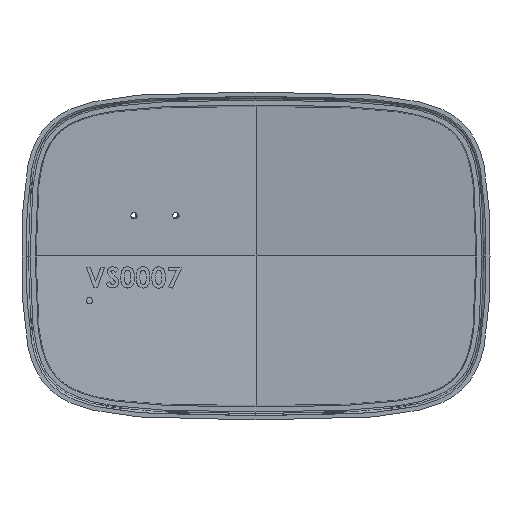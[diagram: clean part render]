
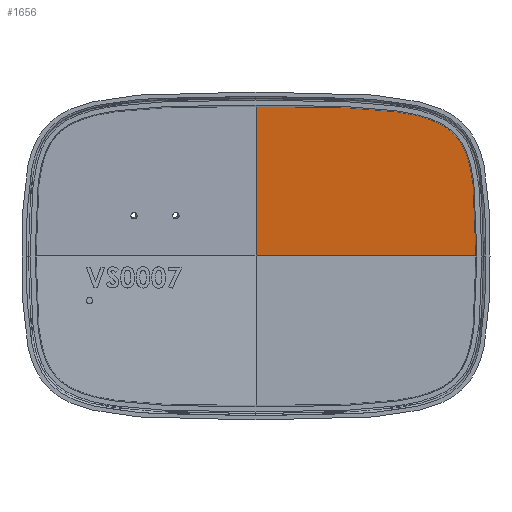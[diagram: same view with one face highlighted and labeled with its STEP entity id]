
A CAD part, front view. The second image highlights one B-rep face of the part: STEP entity #1656.
In plain terms, the highlighted planar face has unit normal (-0.071, -0.996, -0.05).
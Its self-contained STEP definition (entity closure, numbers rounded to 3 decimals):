
#196 = AXIS2_PLACEMENT_3D ( 'NONE', #7722, #641, #2455 ) ;
#229 = CARTESIAN_POINT ( 'NONE',  ( 14.022, 4.314, 23.311 ) ) ;
#274 = CARTESIAN_POINT ( 'NONE',  ( 31.591, 3.29, 18.63 ) ) ;
#316 = CARTESIAN_POINT ( 'NONE',  ( 28.344, 3.401, 21.043 ) ) ;
#336 = CARTESIAN_POINT ( 'NONE',  ( 0., 6.489, 0. ) ) ;
#641 = DIRECTION ( 'NONE',  ( 0.071, 0.996, 0.05 ) ) ;
#1216 = CARTESIAN_POINT ( 'NONE',  ( 33.659, 3.378, 13.927 ) ) ;
#1259 = CARTESIAN_POINT ( 'NONE',  ( 32.071, 3.288, 17.97 ) ) ;
#1296 = CARTESIAN_POINT ( 'NONE',  ( 8.63, 4.693, 23.449 ) ) ;
#1578 = VECTOR ( 'NONE', #5415, 1000. ) ;
#1656 = ADVANCED_FACE ( 'NONE', ( #3619 ), #6826, .F. ) ;
#2027 = CARTESIAN_POINT ( 'NONE',  ( 2.158, 5.155, 23.477 ) ) ;
#2077 = CARTESIAN_POINT ( 'NONE',  ( 34.356, 3.595, 8.596 ) ) ;
#2118 = CARTESIAN_POINT ( 'NONE',  ( 26.297, 3.511, 21.786 ) ) ;
#2161 = CARTESIAN_POINT ( 'NONE',  ( 30.43, 3.315, 19.779 ) ) ;
#2173 = CARTESIAN_POINT ( 'NONE',  ( 0., 6.496, -0.151 ) ) ;
#2455 = DIRECTION ( 'NONE',  ( -0.997, 0.071, 0. ) ) ;
#2941 = CARTESIAN_POINT ( 'NONE',  ( 10.787, 4.54, 23.418 ) ) ;
#2983 = CARTESIAN_POINT ( 'NONE',  ( 20.483, 3.873, 22.866 ) ) ;
#3017 = CARTESIAN_POINT ( 'NONE',  ( 31.234, 3.295, 19.038 ) ) ;
#3059 = CARTESIAN_POINT ( 'NONE',  ( 17.255, 4.09, 23.144 ) ) ;
#3065 = ORIENTED_EDGE ( 'NONE', *, *, #6268, .F. ) ;
#3619 = FACE_OUTER_BOUND ( 'NONE', #6384, .T. ) ;
#3818 = CARTESIAN_POINT ( 'NONE',  ( 34.413, 3.645, 7.524 ) ) ;
#3859 = CARTESIAN_POINT ( 'NONE',  ( 18.334, 4.017, 23.068 ) ) ;
#3904 = CARTESIAN_POINT ( 'NONE',  ( 32.623, 3.297, 17.022 ) ) ;
#3942 = CARTESIAN_POINT ( 'NONE',  ( 15.1, 4.239, 23.266 ) ) ;
#4665 = CARTESIAN_POINT ( 'NONE',  ( 26.815, 3.481, 21.628 ) ) ;
#4750 = CARTESIAN_POINT ( 'NONE',  ( 33.769, 3.396, 13.397 ) ) ;
#4824 = CARTESIAN_POINT ( 'NONE',  ( 0., 5.31, 23.469 ) ) ;
#5415 = DIRECTION ( 'NONE',  ( -0.997, 0.071, 0. ) ) ;
#5576 = CARTESIAN_POINT ( 'NONE',  ( 30.643, 3.309, 19.603 ) ) ;
#5842 = VERTEX_POINT ( 'NONE', #6002 ) ;
#5935 = B_SPLINE_CURVE_WITH_KNOTS ( 'NONE', 3,
 ( #9255, #8258, #7435, #3818, #2077, #9290, #6547, #4750, #1216, #10065, #11067, #10147, #3904, #6621, #1259, #11030, #274, #3017, #10108, #5576, #2161, #7360, #8382, #316, #9213, #4665, #2118, #6502, #8296, #10992, #2983, #3859, #3059, #3942, #229, #2941, #1296, #10188, #2027, #4824 ),
 .UNSPECIFIED., .F., .F.,
 ( 4, 2, 2, 2, 2, 2, 2, 2, 2, 2, 2, 2, 2, 2, 2, 2, 2, 2, 2, 4 ),
 ( 0., 0.006, 0.01, 0.013, 0.015, 0.016, 0.018, 0.019, 0.019, 0.02, 0.021, 0.023, 0.024, 0.026, 0.029, 0.032, 0.035, 0.039, 0.045, 0.052 ),
 .UNSPECIFIED. ) ;
#6002 = CARTESIAN_POINT ( 'NONE',  ( 34.537, 4.014, 0. ) ) ;
#6238 = VECTOR ( 'NONE', #9425, 1000. ) ;
#6268 = EDGE_CURVE ( 'NONE', #11262, #7479, #11539, .T. ) ;
#6384 = EDGE_LOOP ( 'NONE', ( #10913, #3065, #10448 ) ) ;
#6502 = CARTESIAN_POINT ( 'NONE',  ( 24.734, 3.601, 22.206 ) ) ;
#6547 = CARTESIAN_POINT ( 'NONE',  ( 34.052, 3.456, 11.803 ) ) ;
#6574 = LINE ( 'NONE', #11534, #1578 ) ;
#6621 = CARTESIAN_POINT ( 'NONE',  ( 32.218, 3.29, 17.737 ) ) ;
#6826 = PLANE ( 'NONE',  #196 ) ;
#7360 = CARTESIAN_POINT ( 'NONE',  ( 29.773, 3.338, 20.27 ) ) ;
#7435 = CARTESIAN_POINT ( 'NONE',  ( 34.533, 3.798, 4.304 ) ) ;
#7479 = VERTEX_POINT ( 'NONE', #9308 ) ;
#7722 = CARTESIAN_POINT ( 'NONE',  ( -12.315, 6.511, 17.121 ) ) ;
#8258 = CARTESIAN_POINT ( 'NONE',  ( 34.543, 3.905, 2.153 ) ) ;
#8296 = CARTESIAN_POINT ( 'NONE',  ( 23.678, 3.667, 22.41 ) ) ;
#8382 = CARTESIAN_POINT ( 'NONE',  ( 29.31, 3.357, 20.551 ) ) ;
#8615 = EDGE_CURVE ( 'NONE', #5842, #7479, #5935, .T. ) ;
#9213 = CARTESIAN_POINT ( 'NONE',  ( 27.84, 3.427, 21.256 ) ) ;
#9255 = CARTESIAN_POINT ( 'NONE',  ( 34.537, 4.014, 0. ) ) ;
#9290 = CARTESIAN_POINT ( 'NONE',  ( 34.175, 3.501, 10.735 ) ) ;
#9308 = CARTESIAN_POINT ( 'NONE',  ( 0., 5.31, 23.469 ) ) ;
#9425 = DIRECTION ( 'NONE',  ( 0., -0.05, 0.999 ) ) ;
#10065 = CARTESIAN_POINT ( 'NONE',  ( 33.389, 3.344, 14.984 ) ) ;
#10108 = CARTESIAN_POINT ( 'NONE',  ( 31.044, 3.299, 19.233 ) ) ;
#10147 = CARTESIAN_POINT ( 'NONE',  ( 32.847, 3.305, 16.526 ) ) ;
#10188 = CARTESIAN_POINT ( 'NONE',  ( 4.315, 5.001, 23.479 ) ) ;
#10448 = ORIENTED_EDGE ( 'NONE', *, *, #10696, .F. ) ;
#10696 = EDGE_CURVE ( 'NONE', #5842, #11262, #6574, .T. ) ;
#10913 = ORIENTED_EDGE ( 'NONE', *, *, #8615, .T. ) ;
#10992 = CARTESIAN_POINT ( 'NONE',  ( 21.553, 3.803, 22.742 ) ) ;
#11030 = CARTESIAN_POINT ( 'NONE',  ( 31.758, 3.289, 18.416 ) ) ;
#11067 = CARTESIAN_POINT ( 'NONE',  ( 33.229, 3.329, 15.508 ) ) ;
#11262 = VERTEX_POINT ( 'NONE', #336 ) ;
#11534 = CARTESIAN_POINT ( 'NONE',  ( -0.215, 6.504, 0. ) ) ;
#11539 = LINE ( 'NONE', #2173, #6238 ) ;
